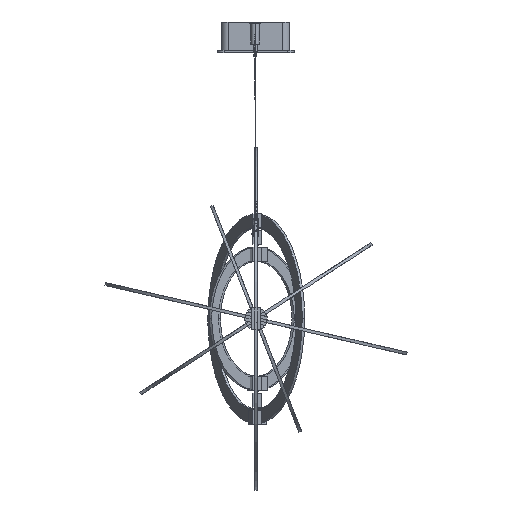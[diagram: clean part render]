
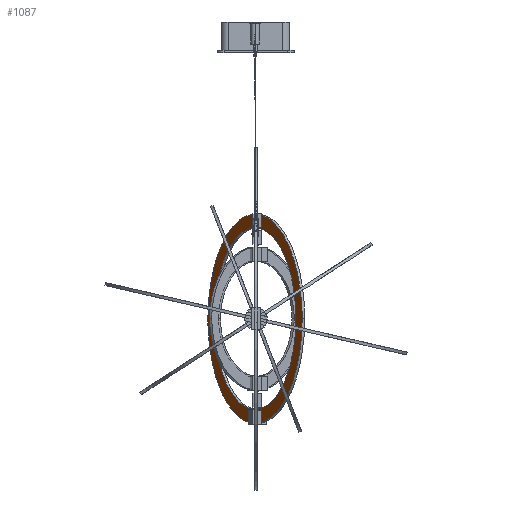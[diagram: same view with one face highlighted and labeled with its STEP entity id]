
A CAD part, left-side view. The second image highlights one B-rep face of the part: STEP entity #1087.
In plain terms, the highlighted planar face has unit normal (-0.45, 0.893, 0).
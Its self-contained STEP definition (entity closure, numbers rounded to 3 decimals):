
#20=FACE_BOUND($,#2262,.T.);
#354=(
BOUNDED_CURVE()
B_SPLINE_CURVE(2,(#9975,#9976,#9977,#9978,#9979),.UNSPECIFIED.,.F.,.F.)
B_SPLINE_CURVE_WITH_KNOTS((3,2,3),(0.,234.545,469.09),
.UNSPECIFIED.)
CURVE()
GEOMETRIC_REPRESENTATION_ITEM()
RATIONAL_B_SPLINE_CURVE((1.,0.707,1.,0.707,1.))
REPRESENTATION_ITEM($)
);
#355=(
BOUNDED_CURVE()
B_SPLINE_CURVE(2,(#9980,#9981,#9982,#9983,#9984),.UNSPECIFIED.,.F.,.F.)
B_SPLINE_CURVE_WITH_KNOTS((3,2,3),(-813.299,-609.974,-406.65),
.UNSPECIFIED.)
CURVE()
GEOMETRIC_REPRESENTATION_ITEM()
RATIONAL_B_SPLINE_CURVE((1.,0.707,1.,0.707,1.))
REPRESENTATION_ITEM($)
);
#358=(
BOUNDED_CURVE()
B_SPLINE_CURVE(2,(#10001,#10002,#10003,#10004,#10005),.UNSPECIFIED.,.F.,
.F.)
B_SPLINE_CURVE_WITH_KNOTS((3,2,3),(469.09,703.635,938.179),
.UNSPECIFIED.)
CURVE()
GEOMETRIC_REPRESENTATION_ITEM()
RATIONAL_B_SPLINE_CURVE((1.,0.707,1.,0.707,1.))
REPRESENTATION_ITEM($)
);
#360=(
BOUNDED_CURVE()
B_SPLINE_CURVE(2,(#10013,#10014,#10015,#10016,#10017),.UNSPECIFIED.,.F.,
.F.)
B_SPLINE_CURVE_WITH_KNOTS((3,2,3),(-406.65,-203.325,0.),
.UNSPECIFIED.)
CURVE()
GEOMETRIC_REPRESENTATION_ITEM()
RATIONAL_B_SPLINE_CURVE((1.,0.707,1.,0.707,1.))
REPRESENTATION_ITEM($)
);
#1087=ADVANCED_FACE($,(#1671,#20),#7599,.T.);
#1671=FACE_OUTER_BOUND($,#2261,.T.);
#2261=EDGE_LOOP($,(#3083,#3084));
#2262=EDGE_LOOP($,(#3085,#3086));
#3083=ORIENTED_EDGE($,*,*,#5530,.F.);
#3084=ORIENTED_EDGE($,*,*,#5523,.F.);
#3085=ORIENTED_EDGE($,*,*,#5533,.F.);
#3086=ORIENTED_EDGE($,*,*,#5524,.F.);
#5523=EDGE_CURVE($,#6763,#6767,#354,.T.);
#5524=EDGE_CURVE($,#6764,#6769,#355,.T.);
#5530=EDGE_CURVE($,#6767,#6763,#358,.T.);
#5533=EDGE_CURVE($,#6769,#6764,#360,.T.);
#6763=VERTEX_POINT($,#10065);
#6764=VERTEX_POINT($,#10066);
#6767=VERTEX_POINT($,#10069);
#6769=VERTEX_POINT($,#10071);
#7599=PLANE($,#8790);
#8790=AXIS2_PLACEMENT_3D($,#10023,#9126,$);
#9126=DIRECTION($,(-0.45,0.893,0.));
#9975=CARTESIAN_POINT($,(1258.56,-355.504,-420.674));
#9976=CARTESIAN_POINT($,(1258.56,-355.504,-271.358));
#9977=CARTESIAN_POINT($,(1125.221,-422.706,-271.358));
#9978=CARTESIAN_POINT($,(991.883,-489.908,-271.358));
#9979=CARTESIAN_POINT($,(991.883,-489.908,-420.674));
#9980=CARTESIAN_POINT($,(1240.811,-364.449,-420.674));
#9981=CARTESIAN_POINT($,(1240.811,-364.449,-550.114));
#9982=CARTESIAN_POINT($,(1125.221,-422.706,-550.114));
#9983=CARTESIAN_POINT($,(1009.632,-480.963,-550.114));
#9984=CARTESIAN_POINT($,(1009.632,-480.963,-420.674));
#10001=CARTESIAN_POINT($,(991.883,-489.908,-420.674));
#10002=CARTESIAN_POINT($,(991.883,-489.908,-569.99));
#10003=CARTESIAN_POINT($,(1125.221,-422.706,-569.99));
#10004=CARTESIAN_POINT($,(1258.56,-355.504,-569.99));
#10005=CARTESIAN_POINT($,(1258.56,-355.504,-420.674));
#10013=CARTESIAN_POINT($,(1009.632,-480.963,-420.674));
#10014=CARTESIAN_POINT($,(1009.632,-480.963,-291.233));
#10015=CARTESIAN_POINT($,(1125.221,-422.706,-291.233));
#10016=CARTESIAN_POINT($,(1240.811,-364.449,-291.233));
#10017=CARTESIAN_POINT($,(1240.811,-364.449,-420.674));
#10023=CARTESIAN_POINT($,(991.883,-489.908,-569.99));
#10065=CARTESIAN_POINT($,(1258.56,-355.504,-420.674));
#10066=CARTESIAN_POINT($,(1240.811,-364.449,-420.674));
#10069=CARTESIAN_POINT($,(991.883,-489.908,-420.674));
#10071=CARTESIAN_POINT($,(1009.632,-480.963,-420.674));
